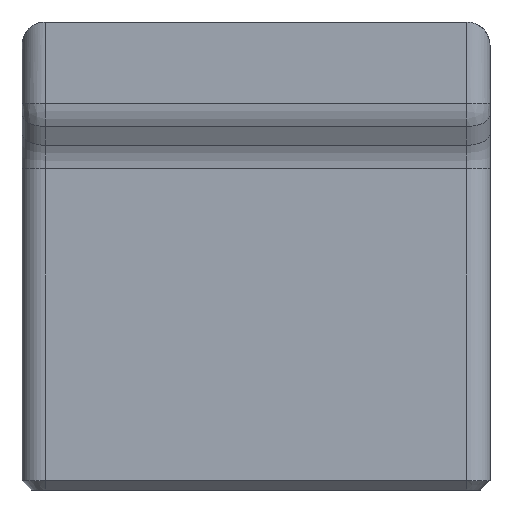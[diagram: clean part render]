
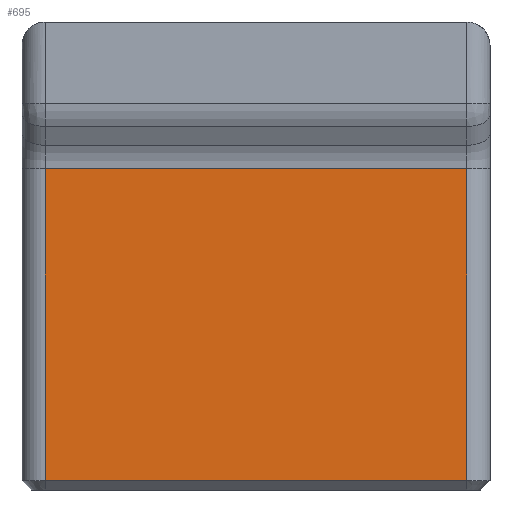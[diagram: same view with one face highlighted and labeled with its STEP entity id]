
A CAD part, left-side view. The second image highlights one B-rep face of the part: STEP entity #695.
In plain terms, the highlighted planar face has unit normal (-1, 0, 0).
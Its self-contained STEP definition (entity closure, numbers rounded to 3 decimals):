
#65=PLANE('',#755);
#84=FACE_OUTER_BOUND('',#130,.T.);
#130=EDGE_LOOP('',(#513,#514,#515,#516));
#221=LINE('',#1075,#270);
#228=LINE('',#1297,#277);
#229=LINE('',#1299,#278);
#230=LINE('',#1300,#279);
#270=VECTOR('',#858,10.);
#277=VECTOR('',#869,10.);
#278=VECTOR('',#870,10.);
#279=VECTOR('',#871,10.);
#310=VERTEX_POINT('',#1047);
#319=VERTEX_POINT('',#1069);
#328=VERTEX_POINT('',#1296);
#329=VERTEX_POINT('',#1298);
#384=EDGE_CURVE('',#310,#319,#221,.T.);
#399=EDGE_CURVE('',#328,#310,#228,.T.);
#400=EDGE_CURVE('',#329,#328,#229,.T.);
#401=EDGE_CURVE('',#319,#329,#230,.T.);
#513=ORIENTED_EDGE('',*,*,#384,.F.);
#514=ORIENTED_EDGE('',*,*,#399,.F.);
#515=ORIENTED_EDGE('',*,*,#400,.F.);
#516=ORIENTED_EDGE('',*,*,#401,.F.);
#695=ADVANCED_FACE('',(#84),#65,.T.);
#755=AXIS2_PLACEMENT_3D('',#1295,#867,#868);
#858=DIRECTION('',(0.,1.,0.));
#867=DIRECTION('center_axis',(-1.,0.,0.));
#868=DIRECTION('ref_axis',(0.,0.,1.));
#869=DIRECTION('',(0.,0.,-1.));
#870=DIRECTION('',(0.,-1.,0.));
#871=DIRECTION('',(0.,0.,1.));
#1047=CARTESIAN_POINT('',(-10.,-9.,0.4));
#1069=CARTESIAN_POINT('',(-10.,9.,0.4));
#1075=CARTESIAN_POINT('',(-10.,0.,0.4));
#1295=CARTESIAN_POINT('Origin',(-10.,0.,0.));
#1296=CARTESIAN_POINT('',(-10.,-9.,13.732));
#1297=CARTESIAN_POINT('',(-10.,-9.,5.));
#1298=CARTESIAN_POINT('',(-10.,9.,13.732));
#1299=CARTESIAN_POINT('',(-10.,0.,13.732));
#1300=CARTESIAN_POINT('',(-10.,9.,5.));
